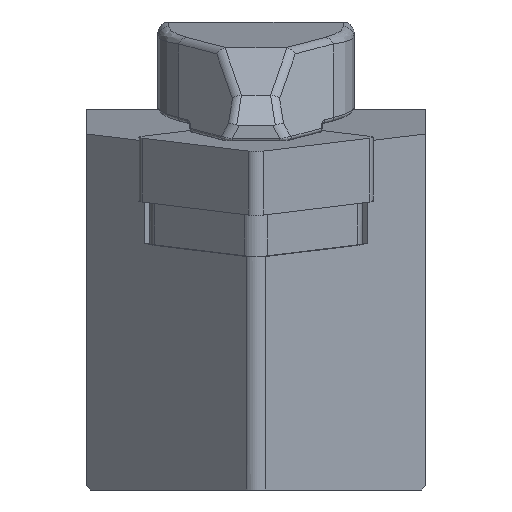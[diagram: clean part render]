
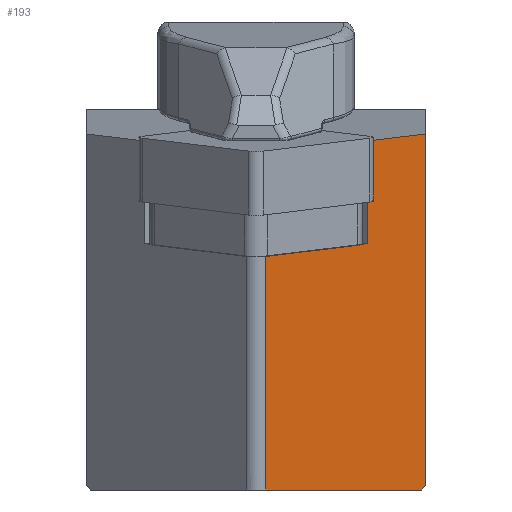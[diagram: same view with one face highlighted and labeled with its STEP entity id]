
A CAD part, left-side view. The second image highlights one B-rep face of the part: STEP entity #193.
In plain terms, the highlighted planar face has unit normal (-0.702, -0.707, -0.086).
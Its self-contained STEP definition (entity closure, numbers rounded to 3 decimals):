
#193=ADVANCED_FACE('',(#378),#319,.F.);
#319=PLANE('',#2152);
#378=FACE_OUTER_BOUND('',#498,.T.);
#498=EDGE_LOOP('',(#1029,#1030,#1031,#1032,#1033,#1034,#1035,#1036));
#626=LINE('',#3002,#806);
#632=LINE('',#3014,#812);
#657=LINE('',#3063,#837);
#658=LINE('',#3065,#838);
#659=LINE('',#3067,#839);
#660=LINE('',#3069,#840);
#661=LINE('',#3071,#841);
#662=LINE('',#3073,#842);
#806=VECTOR('',#2376,1.);
#812=VECTOR('',#2384,1.);
#837=VECTOR('',#2423,1.);
#838=VECTOR('',#2424,1.);
#839=VECTOR('',#2425,1.);
#840=VECTOR('',#2426,1.);
#841=VECTOR('',#2427,1.);
#842=VECTOR('',#2428,1.);
#1029=ORIENTED_EDGE('',*,*,#1812,.F.);
#1030=ORIENTED_EDGE('',*,*,#1813,.F.);
#1031=ORIENTED_EDGE('',*,*,#1814,.F.);
#1032=ORIENTED_EDGE('',*,*,#1815,.F.);
#1033=ORIENTED_EDGE('',*,*,#1816,.F.);
#1034=ORIENTED_EDGE('',*,*,#1817,.F.);
#1035=ORIENTED_EDGE('',*,*,#1787,.F.);
#1036=ORIENTED_EDGE('',*,*,#1781,.F.);
#1594=VERTEX_POINT('',#3001);
#1595=VERTEX_POINT('',#3003);
#1600=VERTEX_POINT('',#3015);
#1617=VERTEX_POINT('',#3064);
#1618=VERTEX_POINT('',#3066);
#1619=VERTEX_POINT('',#3068);
#1620=VERTEX_POINT('',#3070);
#1621=VERTEX_POINT('',#3072);
#1781=EDGE_CURVE('',#1594,#1595,#626,.T.);
#1787=EDGE_CURVE('',#1595,#1600,#632,.T.);
#1812=EDGE_CURVE('',#1617,#1594,#657,.T.);
#1813=EDGE_CURVE('',#1618,#1617,#658,.T.);
#1814=EDGE_CURVE('',#1619,#1618,#659,.T.);
#1815=EDGE_CURVE('',#1620,#1619,#660,.T.);
#1816=EDGE_CURVE('',#1621,#1620,#661,.T.);
#1817=EDGE_CURVE('',#1600,#1621,#662,.T.);
#2152=AXIS2_PLACEMENT_3D('',#3074,#2429,#2430);
#2376=DIRECTION('',(0.702,-0.707,0.086));
#2384=DIRECTION('',(0.122,0.,-0.993));
#2423=DIRECTION('',(-0.122,0.,0.993));
#2424=DIRECTION('',(0.702,-0.707,0.086));
#2425=DIRECTION('',(0.702,-0.707,0.086));
#2426=DIRECTION('',(-0.122,0.,0.993));
#2427=DIRECTION('',(-0.71,0.704,0.));
#2428=DIRECTION('',(-0.53,0.599,-0.599));
#2429=DIRECTION('',(0.702,0.707,0.086));
#2430=DIRECTION('',(-0.71,0.704,0.));
#3001=CARTESIAN_POINT('',(8.76,-20.702,0.774));
#3002=CARTESIAN_POINT('',(13.026,-25.,1.298));
#3003=CARTESIAN_POINT('',(13.026,-25.,1.298));
#3014=CARTESIAN_POINT('',(17.864,-25.,-38.106));
#3015=CARTESIAN_POINT('',(16.218,-25.,-24.7));
#3063=CARTESIAN_POINT('',(13.598,-20.702,-38.63));
#3064=CARTESIAN_POINT('',(9.691,-20.702,-6.809));
#3065=CARTESIAN_POINT('',(13.957,-25.,-6.285));
#3066=CARTESIAN_POINT('',(9.315,-20.323,-6.855));
#3067=CARTESIAN_POINT('',(13.957,-25.,-6.285));
#3068=CARTESIAN_POINT('',(2.252,-13.207,-7.723));
#3069=CARTESIAN_POINT('',(6.159,-13.207,-39.544));
#3070=CARTESIAN_POINT('',(4.373,-13.207,-25.));
#3071=CARTESIAN_POINT('',(17.065,-25.805,-25.));
#3072=CARTESIAN_POINT('',(15.952,-24.7,-25.));
#3073=CARTESIAN_POINT('',(12.419,-20.706,-28.994));
#3074=CARTESIAN_POINT('',(17.864,-25.,-38.106));
